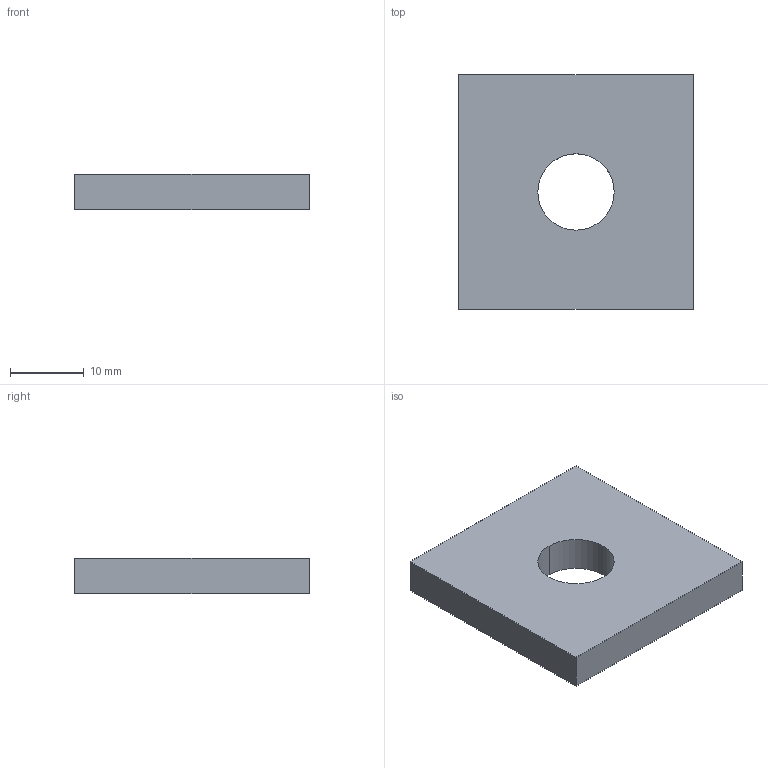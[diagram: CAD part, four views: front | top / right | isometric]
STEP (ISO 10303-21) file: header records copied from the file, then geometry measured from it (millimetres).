
FILE_DESCRIPTION(('TurboCAD Mac Pro'),'Build 980');
FILE_NAME('A1063.stp',' ',(''),(''),'ACIS Interop','IMSI','TurboCAD Mac Pro BY IMSI, INCORPORATED');
FILE_SCHEMA(('automotive_design'));
Length unit declared in the file: inch
Products named in the file (2): 1; 2
Bounding box: 31.75 x 31.75 x 4.76 mm (x, y, z)
Volume: 4401.9 mm3; surface area: 2607.8 mm2
Topology: 1 solids, 1 shells, 10 faces, 24 edges, 16 vertices
Faces by surface type: plane 6, bspline 4
Entity records: 538 total; most frequent: CARTESIAN_POINT 124, ORIENTED_EDGE 48, DIRECTION 36, EDGE_CURVE 24, LINE 20, VECTOR 20, STYLED_ITEM 19, PRESENTATION_STYLE_ASSIGNMENT 19
